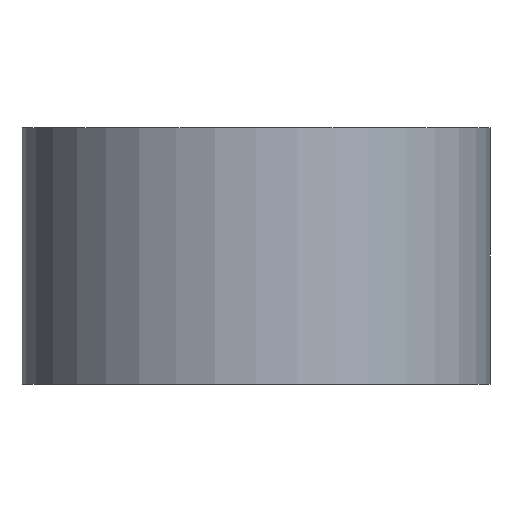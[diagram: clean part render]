
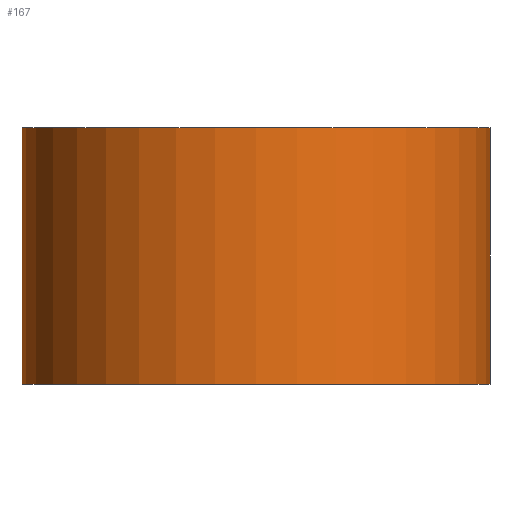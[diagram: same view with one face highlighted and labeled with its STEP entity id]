
A CAD part, front view. The second image highlights one B-rep face of the part: STEP entity #167.
In plain terms, the highlighted cylindrical face has radius 12.6 mm (diameter 25.2 mm), a full revolution.
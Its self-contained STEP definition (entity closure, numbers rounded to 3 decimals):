
#23=CYLINDRICAL_SURFACE('',#199,12.6);
#31=FACE_BOUND('',#69,.T.);
#51=FACE_OUTER_BOUND('',#68,.T.);
#68=EDGE_LOOP('',(#143));
#69=EDGE_LOOP('',(#144));
#85=CIRCLE('',#180,12.6);
#98=CIRCLE('',#200,12.6);
#100=VERTEX_POINT('',#259);
#113=VERTEX_POINT('',#292);
#115=EDGE_CURVE('',#100,#100,#85,.T.);
#128=EDGE_CURVE('',#113,#113,#98,.T.);
#143=ORIENTED_EDGE('',*,*,#115,.F.);
#144=ORIENTED_EDGE('',*,*,#128,.F.);
#167=ADVANCED_FACE('',(#51,#31),#23,.T.);
#180=AXIS2_PLACEMENT_3D('',#260,#209,#210);
#199=AXIS2_PLACEMENT_3D('',#291,#247,#248);
#200=AXIS2_PLACEMENT_3D('',#293,#249,#250);
#209=DIRECTION('center_axis',(0.,0.,1.));
#210=DIRECTION('ref_axis',(-1.,0.,0.));
#247=DIRECTION('center_axis',(0.,0.,1.));
#248=DIRECTION('ref_axis',(-1.,0.,0.));
#249=DIRECTION('center_axis',(0.,0.,-1.));
#250=DIRECTION('ref_axis',(-1.,0.,0.));
#259=CARTESIAN_POINT('',(12.6,0.,13.8));
#260=CARTESIAN_POINT('Origin',(0.,0.,13.8));
#291=CARTESIAN_POINT('Origin',(0.,0.,0.));
#292=CARTESIAN_POINT('',(12.6,0.,0.));
#293=CARTESIAN_POINT('Origin',(0.,0.,0.));
